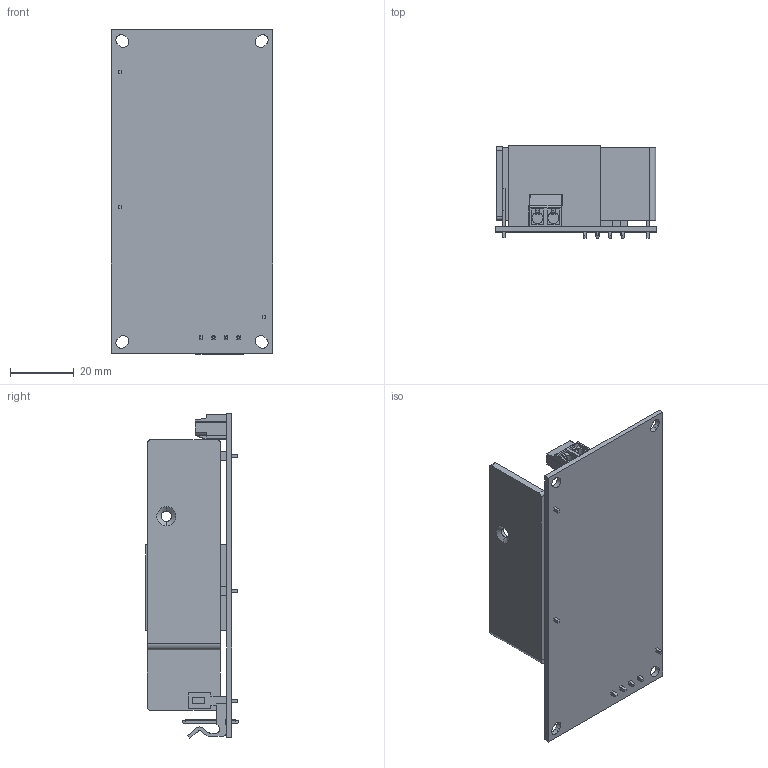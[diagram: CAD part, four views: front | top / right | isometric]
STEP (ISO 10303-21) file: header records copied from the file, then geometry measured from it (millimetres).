
FILE_DESCRIPTION((''),'2;1');
FILE_NAME('MPD-S100_ASM','2016-10-27T',('Abe'),(''),'PRO/ENGINEER BY PARAMETRIC TECHNOLOGY CORPORATION, 2011080','PRO/ENGINEER BY PARAMETRIC TECHNOLOGY CORPORATION, 2011080','');
FILE_SCHEMA(('CONFIG_CONTROL_DESIGN'));
Length unit declared in the file: millimetre
Products named in the file (8): 850-D103; 800-D103-N; PIN; 800-D103-N_ASM; CN2; 360-D103; 707-ED50-02; MPD-S100_ASM
Assembly tree (9 placements, depth 3):
  MPD-S100_ASM
    850-D103
    800-D103-N_ASM
      800-D103-N
      PIN  x3
    CN2
    360-D103
    707-ED50-02
Bounding box: 50.8 x 29.1 x 101.95 mm (x, y, z)
Volume: 35415.2 mm3; surface area: 24221.6 mm2
Topology: 8 solids, 8 shells, 716 faces, 2007 edges, 1328 vertices
Faces by surface type: plane 629, cylinder 81, torus 4, cone 2
Entity records: 22147 total; most frequent: CARTESIAN_POINT 4376, ORIENTED_EDGE 3822, DIRECTION 3365, EDGE_CURVE 1911, VECTOR 1659, LINE 1659, VERTEX_POINT 1264, AXIS2_PLACEMENT_3D 853
